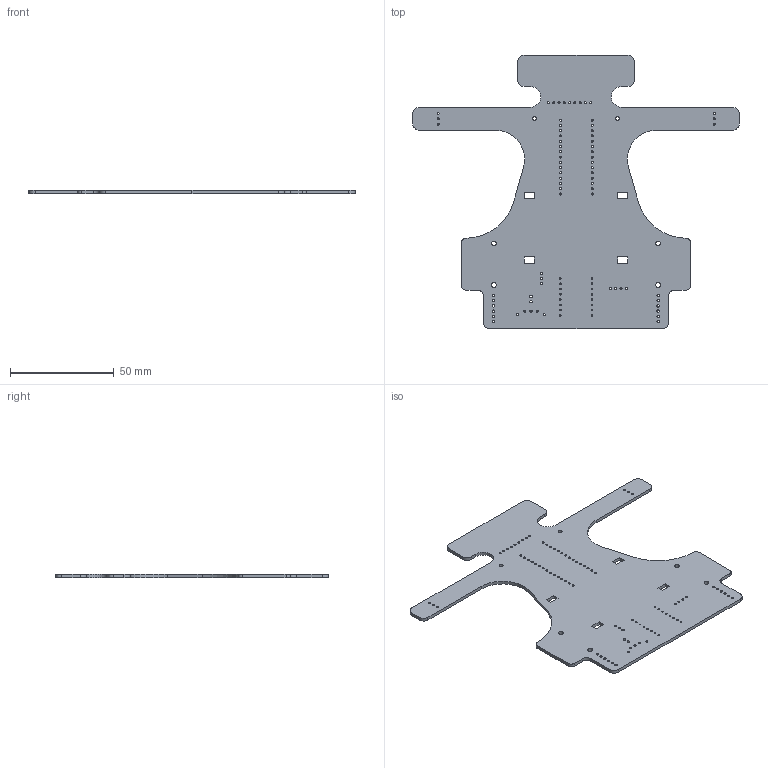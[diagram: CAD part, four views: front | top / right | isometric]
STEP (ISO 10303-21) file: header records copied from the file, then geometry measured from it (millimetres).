
FILE_DESCRIPTION(('KiCad electronic assembly'),'2;1');
FILE_NAME('usainbot2.step','2022-05-24T11:12:44',('Pcbnew'),('Kicad'), 'Open CASCADE STEP processor 7.5','KiCad to STEP converter','Unknown' );
FILE_SCHEMA(('AUTOMOTIVE_DESIGN { 1 0 10303 214 1 1 1 1 }'));
Length unit declared in the file: millimetre
Products named in the file (2): usainbot2 1; usainbot2 PCB
Assembly tree (1 placements, depth 2):
  usainbot2 1
    usainbot2 PCB
Bounding box: 157 x 131.5 x 1.6 mm (x, y, z)
Volume: 16493.1 mm3; surface area: 22295.3 mm2
Topology: 1 solids, 1 shells, 155 faces, 459 edges, 306 vertices
Faces by surface type: cylinder 115, plane 40
Full cylindrical faces by diameter (mm): 0.762 x16, 1 x54, 1.1 x3, 1.19 x14, 1.8 x2, 2.3 x4
Entity records: 11705 total; most frequent: DIRECTION 1921, CARTESIAN_POINT 1840, ORIENTED_EDGE 918, PCURVE 918, DEFINITIONAL_REPRESENTATION 918, LINE 917, VECTOR 917, CIRCLE 460
